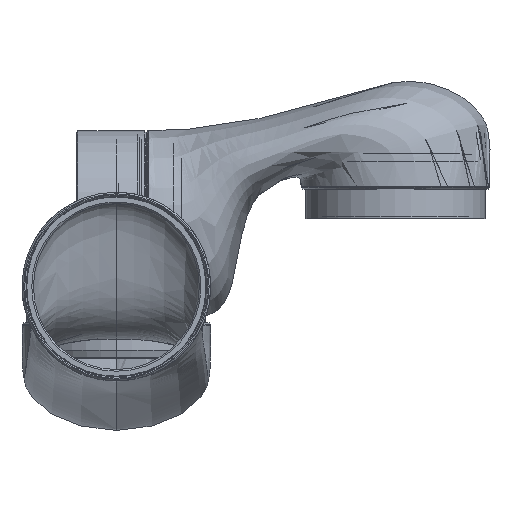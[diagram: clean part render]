
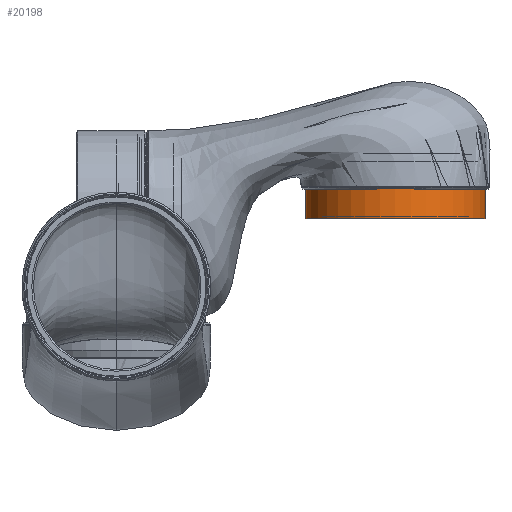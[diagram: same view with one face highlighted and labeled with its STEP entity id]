
A CAD part, top view. The second image highlights one B-rep face of the part: STEP entity #20198.
In plain terms, the highlighted cylindrical face has radius 33230 mm (diameter 66460 mm), a partial arc.
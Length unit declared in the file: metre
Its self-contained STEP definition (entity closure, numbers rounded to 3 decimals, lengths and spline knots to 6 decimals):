
#20176 = EDGE_CURVE('',#20177,#20179,#20181,.T.);
#20177 = VERTEX_POINT('',#20178);
#20178 = CARTESIAN_POINT('',(70.27,2.324949,0.));
#20179 = VERTEX_POINT('',#20180);
#20180 = CARTESIAN_POINT('',(136.73,2.324949,0.));
#20181 = CIRCLE('',#20182,33.23);
#20182 = AXIS2_PLACEMENT_3D('',#20183,#20184,#20185);
#20183 = CARTESIAN_POINT('',(103.5,2.324949,0.));
#20184 = DIRECTION('',(0.,1.,0.));
#20185 = DIRECTION('',(-1.,0.,0.));
#20198 = ADVANCED_FACE('',(#20199),#20225,.T.);
#20199 = FACE_BOUND('',#20200,.T.);
#20200 = EDGE_LOOP('',(#20201,#20202,#20210,#20219));
#20201 = ORIENTED_EDGE('',*,*,#20176,.T.);
#20202 = ORIENTED_EDGE('',*,*,#20203,.T.);
#20203 = EDGE_CURVE('',#20179,#20204,#20206,.T.);
#20204 = VERTEX_POINT('',#20205);
#20205 = CARTESIAN_POINT('',(136.73,13.25,0.));
#20206 = LINE('',#20207,#20208);
#20207 = CARTESIAN_POINT('',(136.73,2.324949,0.));
#20208 = VECTOR('',#20209,1.);
#20209 = DIRECTION('',(0.,1.,0.));
#20210 = ORIENTED_EDGE('',*,*,#20211,.F.);
#20211 = EDGE_CURVE('',#20212,#20204,#20214,.T.);
#20212 = VERTEX_POINT('',#20213);
#20213 = CARTESIAN_POINT('',(70.27,13.25,
    0.));
#20214 = CIRCLE('',#20215,33.23);
#20215 = AXIS2_PLACEMENT_3D('',#20216,#20217,#20218);
#20216 = CARTESIAN_POINT('',(103.5,13.25,0.));
#20217 = DIRECTION('',(0.,1.,0.));
#20218 = DIRECTION('',(-1.,0.,0.));
#20219 = ORIENTED_EDGE('',*,*,#20220,.F.);
#20220 = EDGE_CURVE('',#20177,#20212,#20221,.T.);
#20221 = LINE('',#20222,#20223);
#20222 = CARTESIAN_POINT('',(70.27,2.324949,0.));
#20223 = VECTOR('',#20224,1.);
#20224 = DIRECTION('',(0.,1.,0.));
#20225 = CYLINDRICAL_SURFACE('',#20226,33.23);
#20226 = AXIS2_PLACEMENT_3D('',#20227,#20228,#20229);
#20227 = CARTESIAN_POINT('',(103.5,2.324949,0.));
#20228 = DIRECTION('',(0.,1.,0.));
#20229 = DIRECTION('',(-1.,0.,0.));
